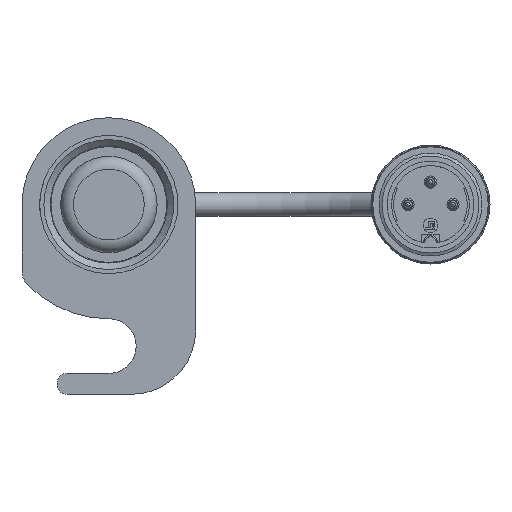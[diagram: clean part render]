
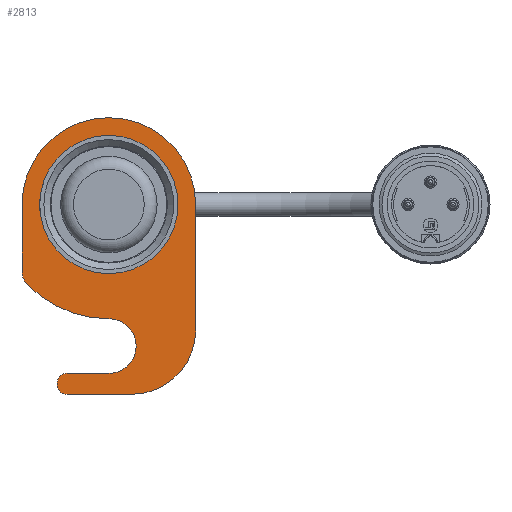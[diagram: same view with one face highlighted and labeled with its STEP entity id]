
A CAD part, left-side view. The second image highlights one B-rep face of the part: STEP entity #2813.
In plain terms, the highlighted planar face has unit normal (-1, 0, 0).
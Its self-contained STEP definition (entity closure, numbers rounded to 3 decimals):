
#170=LINE('',#9321,#330);
#174=LINE('',#9333,#334);
#178=LINE('',#9345,#338);
#182=LINE('',#9357,#342);
#186=LINE('',#9368,#346);
#330=VECTOR('',#3895,10.);
#334=VECTOR('',#3907,10.);
#338=VECTOR('',#3919,10.);
#342=VECTOR('',#3931,10.);
#346=VECTOR('',#3943,10.);
#483=PLANE('',#3155);
#582=FACE_BOUND('',#1034,.T.);
#759=FACE_OUTER_BOUND('',#1033,.T.);
#1033=EDGE_LOOP('',(#2374,#2375,#2376,#2377,#2378,#2379,#2380,#2381,#2382,
#2383,#2384,#2385));
#1034=EDGE_LOOP('',(#2386));
#1167=CIRCLE('',#3128,10.75);
#1168=CIRCLE('',#3130,3.);
#1170=CIRCLE('',#3133,17.75);
#1172=CIRCLE('',#3136,4.25);
#1174=CIRCLE('',#3140,1.5);
#1176=CIRCLE('',#3144,1.5);
#1178=CIRCLE('',#3148,10.);
#1180=CIRCLE('',#3152,13.5);
#1400=VERTEX_POINT('',#9296);
#1401=VERTEX_POINT('',#9299);
#1402=VERTEX_POINT('',#9300);
#1405=VERTEX_POINT('',#9308);
#1407=VERTEX_POINT('',#9314);
#1409=VERTEX_POINT('',#9320);
#1411=VERTEX_POINT('',#9326);
#1413=VERTEX_POINT('',#9332);
#1415=VERTEX_POINT('',#9338);
#1417=VERTEX_POINT('',#9344);
#1419=VERTEX_POINT('',#9350);
#1421=VERTEX_POINT('',#9356);
#1423=VERTEX_POINT('',#9362);
#1713=EDGE_CURVE('',#1400,#1400,#1167,.T.);
#1714=EDGE_CURVE('',#1401,#1402,#1168,.T.);
#1718=EDGE_CURVE('',#1402,#1405,#1170,.T.);
#1721=EDGE_CURVE('',#1405,#1407,#1172,.T.);
#1724=EDGE_CURVE('',#1407,#1409,#170,.T.);
#1727=EDGE_CURVE('',#1409,#1411,#1174,.T.);
#1730=EDGE_CURVE('',#1411,#1413,#174,.T.);
#1733=EDGE_CURVE('',#1413,#1415,#1176,.T.);
#1736=EDGE_CURVE('',#1415,#1417,#178,.T.);
#1739=EDGE_CURVE('',#1417,#1419,#1178,.T.);
#1742=EDGE_CURVE('',#1419,#1421,#182,.T.);
#1745=EDGE_CURVE('',#1421,#1423,#1180,.T.);
#1748=EDGE_CURVE('',#1423,#1401,#186,.T.);
#2374=ORIENTED_EDGE('',*,*,#1748,.T.);
#2375=ORIENTED_EDGE('',*,*,#1714,.T.);
#2376=ORIENTED_EDGE('',*,*,#1718,.T.);
#2377=ORIENTED_EDGE('',*,*,#1721,.T.);
#2378=ORIENTED_EDGE('',*,*,#1724,.T.);
#2379=ORIENTED_EDGE('',*,*,#1727,.T.);
#2380=ORIENTED_EDGE('',*,*,#1730,.T.);
#2381=ORIENTED_EDGE('',*,*,#1733,.T.);
#2382=ORIENTED_EDGE('',*,*,#1736,.T.);
#2383=ORIENTED_EDGE('',*,*,#1739,.T.);
#2384=ORIENTED_EDGE('',*,*,#1742,.T.);
#2385=ORIENTED_EDGE('',*,*,#1745,.T.);
#2386=ORIENTED_EDGE('',*,*,#1713,.T.);
#2813=ADVANCED_FACE('',(#759,#582),#483,.T.);
#3128=AXIS2_PLACEMENT_3D('',#9297,#3869,#3870);
#3130=AXIS2_PLACEMENT_3D('',#9301,#3873,#3874);
#3133=AXIS2_PLACEMENT_3D('',#9309,#3881,#3882);
#3136=AXIS2_PLACEMENT_3D('',#9315,#3888,#3889);
#3140=AXIS2_PLACEMENT_3D('',#9327,#3900,#3901);
#3144=AXIS2_PLACEMENT_3D('',#9339,#3912,#3913);
#3148=AXIS2_PLACEMENT_3D('',#9351,#3924,#3925);
#3152=AXIS2_PLACEMENT_3D('',#9363,#3936,#3937);
#3155=AXIS2_PLACEMENT_3D('',#9370,#3945,#3946);
#3869=DIRECTION('center_axis',(1.,0.,0.));
#3870=DIRECTION('ref_axis',(0.,-1.,0.));
#3873=DIRECTION('center_axis',(-1.,0.,0.));
#3874=DIRECTION('ref_axis',(0.,1.,0.));
#3881=DIRECTION('center_axis',(-1.,0.,0.));
#3882=DIRECTION('ref_axis',(0.,0.712,-0.702));
#3888=DIRECTION('center_axis',(1.,0.,0.));
#3889=DIRECTION('ref_axis',(0.,0.,
1.));
#3895=DIRECTION('',(0.,1.,0.));
#3900=DIRECTION('center_axis',(-1.,0.,0.));
#3901=DIRECTION('ref_axis',(0.,0.,
1.));
#3907=DIRECTION('',(0.,0.,-1.));
#3912=DIRECTION('center_axis',(-1.,0.,0.));
#3913=DIRECTION('ref_axis',(0.,1.,0.));
#3919=DIRECTION('',(0.,-1.,0.));
#3924=DIRECTION('center_axis',(-1.,0.,0.));
#3925=DIRECTION('ref_axis',(0.,0.,
-1.));
#3931=DIRECTION('',(0.,0.,1.));
#3936=DIRECTION('center_axis',(-1.,0.,0.));
#3937=DIRECTION('ref_axis',(0.,-1.,0.));
#3943=DIRECTION('',(0.,0.,-1.));
#3945=DIRECTION('center_axis',(-1.,0.,0.));
#3946=DIRECTION('ref_axis',(0.,-1.,0.));
#9296=CARTESIAN_POINT('',(83.5,10.75,0.));
#9297=CARTESIAN_POINT('Origin',(83.5,0.,0.));
#9299=CARTESIAN_POINT('',(83.5,13.5,-10.359));
#9300=CARTESIAN_POINT('',(83.5,12.636,-12.466));
#9301=CARTESIAN_POINT('Origin',(83.5,10.5,-10.359));
#9308=CARTESIAN_POINT('',(83.5,0.,-17.75));
#9309=CARTESIAN_POINT('Origin',(83.5,0.,0.));
#9314=CARTESIAN_POINT('',(83.5,0.,-26.25));
#9315=CARTESIAN_POINT('Origin',(83.5,0.,-22.));
#9320=CARTESIAN_POINT('',(83.5,6.5,-26.25));
#9321=CARTESIAN_POINT('',(83.5,0.,-26.25));
#9326=CARTESIAN_POINT('',(83.5,8.,-27.75));
#9327=CARTESIAN_POINT('Origin',(83.5,6.5,-27.75));
#9332=CARTESIAN_POINT('',(83.5,8.,-28.));
#9333=CARTESIAN_POINT('',(83.5,8.,-27.75));
#9338=CARTESIAN_POINT('',(83.5,6.5,-29.5));
#9339=CARTESIAN_POINT('Origin',(83.5,6.5,-28.));
#9344=CARTESIAN_POINT('',(83.5,-3.5,-29.5));
#9345=CARTESIAN_POINT('',(83.5,6.5,-29.5));
#9350=CARTESIAN_POINT('',(83.5,-13.5,-19.5));
#9351=CARTESIAN_POINT('Origin',(83.5,-3.5,-19.5));
#9356=CARTESIAN_POINT('',(83.5,-13.5,0.));
#9357=CARTESIAN_POINT('',(83.5,-13.5,-19.5));
#9362=CARTESIAN_POINT('',(83.5,13.5,0.));
#9363=CARTESIAN_POINT('Origin',(83.5,0.,0.));
#9368=CARTESIAN_POINT('',(83.5,13.5,0.));
#9370=CARTESIAN_POINT('Origin',(83.5,-0.937,-10.814));
